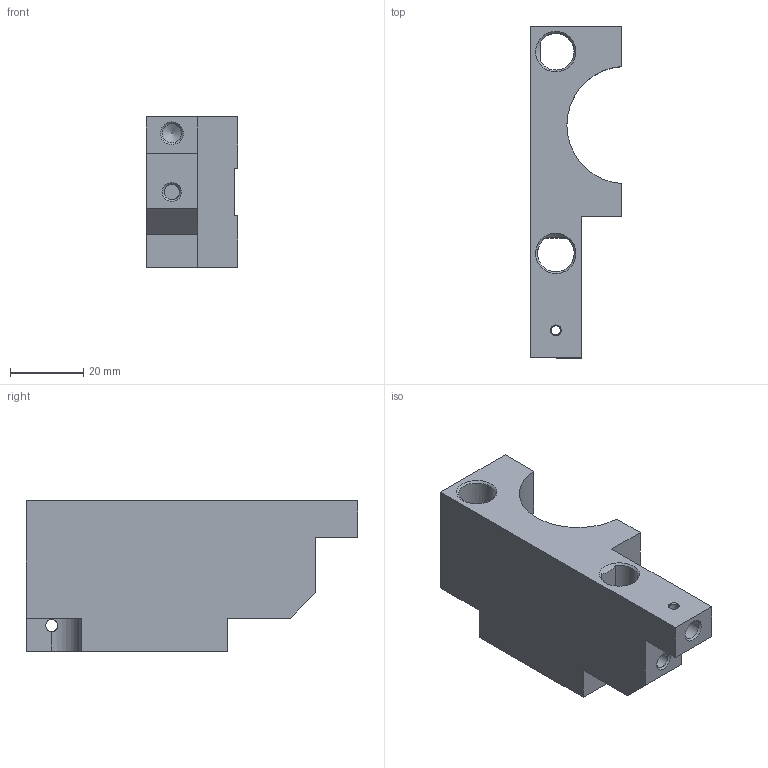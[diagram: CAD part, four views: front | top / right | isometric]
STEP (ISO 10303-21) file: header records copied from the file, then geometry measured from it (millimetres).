
FILE_DESCRIPTION(/* description */ (''),/* implementation_level */ '2;1');
FILE_NAME(/* name */ 'GETOUT_STAVE_45.stp',/* time_stamp */ '2018-10-03T09:10:14+02:00',/* author */ (''),/* organization */ (''),/* preprocessor_version */ 'ST-DEVELOPER v16.7',/* originating_system */ 'SIEMENS PLM Software NX 12.0',/* authorisation */ '');
FILE_SCHEMA (('AP203_CONFIGURATION_CONTROLLED_3D_DESIGN_OF_MECHANICAL_PARTS_AND_ASSEMBLIES_MIM_LF { 1 0 10303 403 2 1 2}'));
Length unit declared in the file: millimetre
Products named in the file (1): turc0C2C77270gk1
Bounding box: 25 x 90.5 x 41 mm (x, y, z)
Volume: 43814.9 mm3; surface area: 14361.4 mm2
Topology: 1 solids, 1 shells, 60 faces, 182 edges, 123 vertices
Faces by surface type: plane 27, cone 20, cylinder 13
Full cylindrical faces by diameter (mm): 2.5 x1, 3.3 x4, 4.2 x2, 5 x1, 5.2 x1
Entity records: 2131 total; most frequent: CARTESIAN_POINT 523, DIRECTION 308, ORIENTED_EDGE 252, EDGE_CURVE 126, AXIS2_PLACEMENT_3D 118, EDGE_LOOP 100, VERTEX_POINT 98, FACE_BOUND 85
